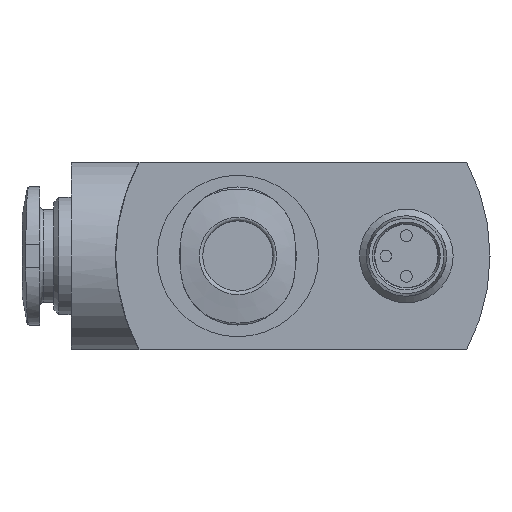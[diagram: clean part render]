
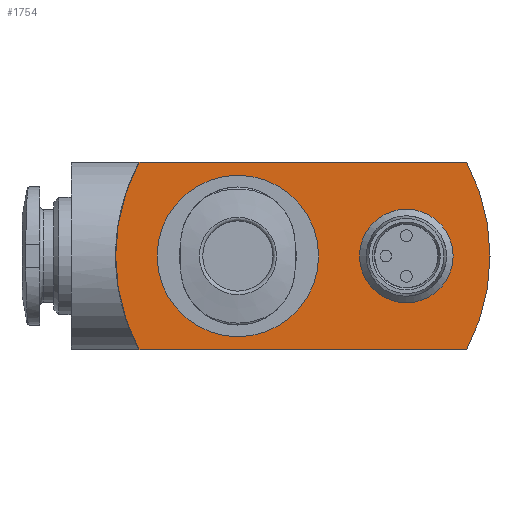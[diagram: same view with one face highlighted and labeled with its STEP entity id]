
A CAD part, left-side view. The second image highlights one B-rep face of the part: STEP entity #1754.
In plain terms, the highlighted planar face has unit normal (-1, 0, 0).
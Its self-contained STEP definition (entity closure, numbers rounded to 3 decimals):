
#120=LINE('',#2465,#160);
#124=LINE('',#2478,#164);
#160=VECTOR('',#2051,1000.);
#164=VECTOR('',#2061,1000.);
#274=ORIENTED_EDGE('',*,*,#531,.F.);
#275=ORIENTED_EDGE('',*,*,#532,.F.);
#276=ORIENTED_EDGE('',*,*,#490,.F.);
#277=ORIENTED_EDGE('',*,*,#513,.F.);
#278=ORIENTED_EDGE('',*,*,#528,.F.);
#279=ORIENTED_EDGE('',*,*,#507,.F.);
#490=EDGE_CURVE('',#633,#634,#740,.T.);
#507=EDGE_CURVE('',#634,#648,#120,.T.);
#513=EDGE_CURVE('',#653,#633,#124,.T.);
#528=EDGE_CURVE('',#648,#653,#751,.T.);
#531=EDGE_CURVE('',#661,#661,#754,.F.);
#532=EDGE_CURVE('',#662,#662,#755,.F.);
#633=VERTEX_POINT('',#2416);
#634=VERTEX_POINT('',#2418);
#648=VERTEX_POINT('',#2466);
#653=VERTEX_POINT('',#2477);
#661=VERTEX_POINT('',#2514);
#662=VERTEX_POINT('',#2516);
#740=CIRCLE('',#1842,17.);
#751=CIRCLE('',#1864,17.);
#754=CIRCLE('',#1869,6.9);
#755=CIRCLE('',#1870,3.);
#832=EDGE_LOOP('',(#274));
#833=EDGE_LOOP('',(#275));
#834=EDGE_LOOP('',(#276,#277,#278,#279));
#978=FACE_BOUND('',#832,.T.);
#979=FACE_BOUND('',#833,.T.);
#980=FACE_BOUND('',#834,.T.);
#1110=PLANE('',#1868);
#1754=ADVANCED_FACE('',(#978,#979,#980),#1110,.F.);
#1842=AXIS2_PLACEMENT_3D('',#2417,#2030,#2031);
#1864=AXIS2_PLACEMENT_3D('',#2507,#2097,#2098);
#1868=AXIS2_PLACEMENT_3D('',#2512,#2105,#2106);
#1869=AXIS2_PLACEMENT_3D('',#2513,#2107,#2108);
#1870=AXIS2_PLACEMENT_3D('',#2515,#2109,#2110);
#2030=DIRECTION('',(1.,0.,0.));
#2031=DIRECTION('',(0.,0.,-1.));
#2051=DIRECTION('',(0.,-1.,0.));
#2061=DIRECTION('',(0.,1.,0.));
#2097=DIRECTION('',(1.,0.,0.));
#2098=DIRECTION('',(0.,0.,-1.));
#2105=DIRECTION('',(1.,0.,0.));
#2106=DIRECTION('',(0.,0.,-1.));
#2107=DIRECTION('',(1.,0.,0.));
#2108=DIRECTION('',(0.,0.,-1.));
#2109=DIRECTION('',(1.,0.,0.));
#2110=DIRECTION('',(0.,0.,-1.));
#2416=CARTESIAN_POINT('',(-19.6,30.,-8.));
#2417=CARTESIAN_POINT('',(-19.6,15.,0.));
#2418=CARTESIAN_POINT('',(-19.6,30.,8.));
#2465=CARTESIAN_POINT('',(-19.6,30.,8.));
#2466=CARTESIAN_POINT('',(-19.6,2.,8.));
#2477=CARTESIAN_POINT('',(-19.6,2.,-8.));
#2478=CARTESIAN_POINT('',(-19.6,2.,-8.));
#2507=CARTESIAN_POINT('',(-19.6,17.,0.));
#2512=CARTESIAN_POINT('',(-19.6,15.,0.));
#2513=CARTESIAN_POINT('',(-19.6,21.55,0.));
#2514=CARTESIAN_POINT('',(-19.6,21.55,-6.9));
#2515=CARTESIAN_POINT('',(-19.6,7.15,0.));
#2516=CARTESIAN_POINT('',(-19.6,7.15,-3.));
